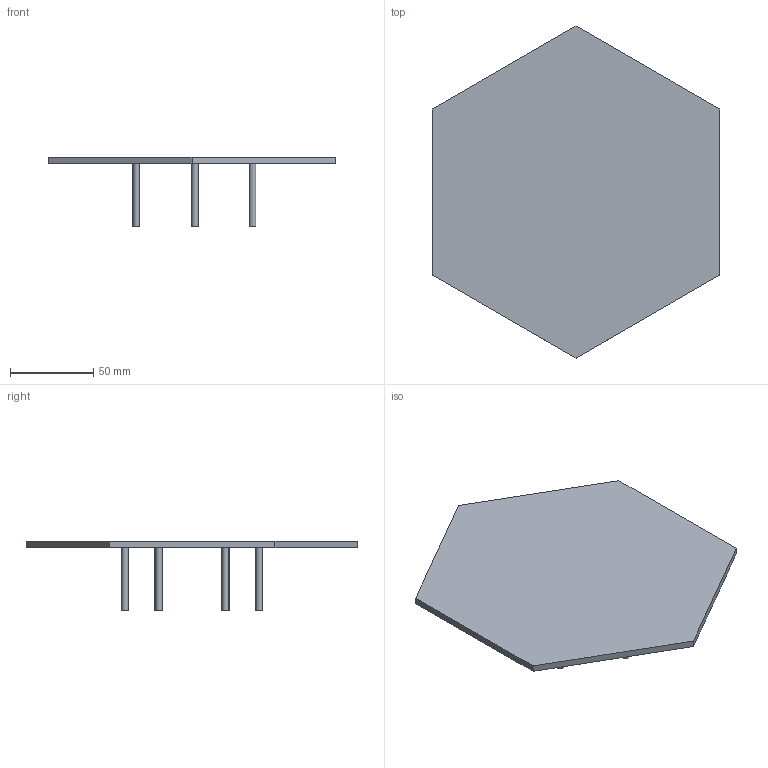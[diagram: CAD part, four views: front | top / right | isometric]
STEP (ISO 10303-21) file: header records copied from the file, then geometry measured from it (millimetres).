
FILE_DESCRIPTION(/* description */ (''),/* implementation_level */ '2;1');
FILE_NAME(/* name */ 'Electronic plate.step',/* time_stamp */ '2025-03-30T16:06:17+02:00',/* author */ (''),/* organization */ (''),/* preprocessor_version */ 'ST-DEVELOPER v20.1',/* originating_system */ 'Autodesk Translation Framework v14.4.0.0',/* authorisation */ '');
FILE_SCHEMA (('AUTOMOTIVE_DESIGN { 1 0 10303 214 3 1 1 }'));
Length unit declared in the file: centimetre
Products named in the file (1): Electronic plate
Bounding box: 172.57 x 199.27 x 42 mm (x, y, z)
Volume: 104525 mm3; surface area: 58916.2 mm2
Topology: 1 solids, 1 shells, 32 faces, 54 edges, 36 vertices
Faces by surface type: plane 20, cylinder 12
Full cylindrical faces by diameter (mm): 2.89 x1, 2.898 x1, 2.9 x1, 2.901 x1, 2.903 x1, 2.907 x1, 4 x6
Entity records: 795 total; most frequent: DIRECTION 144, CARTESIAN_POINT 123, ORIENTED_EDGE 108, AXIS2_PLACEMENT_3D 57, EDGE_CURVE 54, EDGE_LOOP 44, VERTEX_POINT 36, FACE_OUTER_BOUND 32
